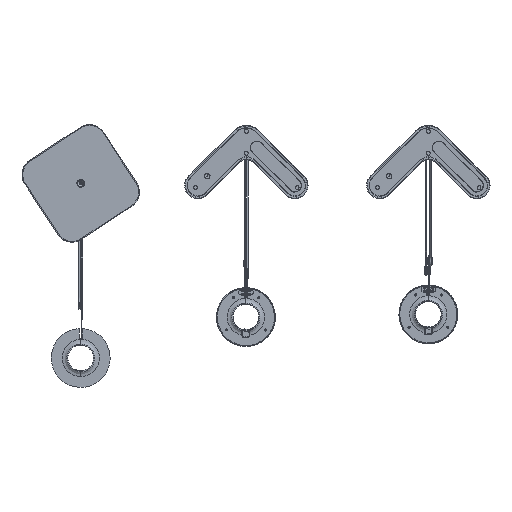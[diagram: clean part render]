
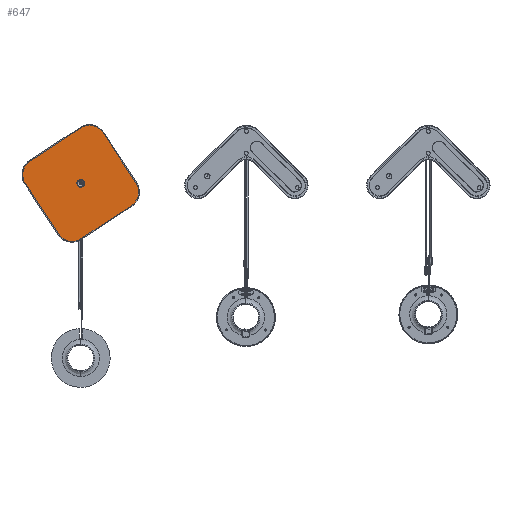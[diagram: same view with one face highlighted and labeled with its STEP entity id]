
A CAD part, front view. The second image highlights one B-rep face of the part: STEP entity #647.
In plain terms, the highlighted planar face has unit normal (0, -1, 0).
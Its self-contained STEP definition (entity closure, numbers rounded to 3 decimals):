
#306=FACE_BOUND('',#2737,.T.);
#647=ADVANCED_FACE('',(#1672,#306),#20784,.T.);
#1672=FACE_OUTER_BOUND('',#2736,.T.);
#2736=EDGE_LOOP('',(#4532,#4533,#4534,#4535,#4536,#4537,#4538,#4539));
#2737=EDGE_LOOP('',(#4540,#4541));
#4532=ORIENTED_EDGE('',*,*,#10068,.T.);
#4533=ORIENTED_EDGE('',*,*,#10078,.T.);
#4534=ORIENTED_EDGE('',*,*,#10065,.T.);
#4535=ORIENTED_EDGE('',*,*,#10073,.T.);
#4536=ORIENTED_EDGE('',*,*,#10066,.T.);
#4537=ORIENTED_EDGE('',*,*,#10088,.T.);
#4538=ORIENTED_EDGE('',*,*,#10067,.T.);
#4539=ORIENTED_EDGE('',*,*,#10083,.T.);
#4540=ORIENTED_EDGE('',*,*,#10063,.T.);
#4541=ORIENTED_EDGE('',*,*,#10064,.T.);
#10063=EDGE_CURVE('',#17954,#17955,#16137,.T.);
#10064=EDGE_CURVE('',#17955,#17954,#16138,.T.);
#10065=EDGE_CURVE('',#17957,#17958,#13844,.T.);
#10066=EDGE_CURVE('',#17959,#17960,#13845,.T.);
#10067=EDGE_CURVE('',#17961,#17962,#13846,.T.);
#10068=EDGE_CURVE('',#17963,#17956,#13847,.T.);
#10073=EDGE_CURVE('',#17958,#17959,#16140,.T.);
#10078=EDGE_CURVE('',#17956,#17957,#16142,.T.);
#10083=EDGE_CURVE('',#17962,#17963,#16144,.T.);
#10088=EDGE_CURVE('',#17960,#17961,#16146,.T.);
#13844=B_SPLINE_CURVE_WITH_KNOTS('',1,(#26066,#26067),.UNSPECIFIED.,.F.,
 .F.,(2,2),(0.,155.96),.UNSPECIFIED.);
#13845=B_SPLINE_CURVE_WITH_KNOTS('',1,(#26068,#26069),.UNSPECIFIED.,.F.,
 .F.,(2,2),(0.,155.96),.UNSPECIFIED.);
#13846=B_SPLINE_CURVE_WITH_KNOTS('',1,(#26070,#26071),.UNSPECIFIED.,.F.,
 .F.,(2,2),(0.,155.96),.UNSPECIFIED.);
#13847=B_SPLINE_CURVE_WITH_KNOTS('',1,(#26072,#26073),.UNSPECIFIED.,.F.,
 .F.,(2,2),(0.,155.96),.UNSPECIFIED.);
#16137=(
BOUNDED_CURVE()
B_SPLINE_CURVE(2,(#26056,#26057,#26058,#26059,#26060),.UNSPECIFIED.,.F.,
 .F.)
B_SPLINE_CURVE_WITH_KNOTS((3,2,3),(-31.416,-15.708,
0.),.UNSPECIFIED.)
CURVE()
GEOMETRIC_REPRESENTATION_ITEM()
RATIONAL_B_SPLINE_CURVE((1.,0.707,1.,0.707,1.))
REPRESENTATION_ITEM('')
);
#16138=(
BOUNDED_CURVE()
B_SPLINE_CURVE(2,(#26061,#26062,#26063,#26064,#26065),.UNSPECIFIED.,.F.,
 .F.)
B_SPLINE_CURVE_WITH_KNOTS((3,2,3),(-31.416,-15.708,
0.),.UNSPECIFIED.)
CURVE()
GEOMETRIC_REPRESENTATION_ITEM()
RATIONAL_B_SPLINE_CURVE((1.,0.707,1.,0.707,1.))
REPRESENTATION_ITEM('')
);
#16140=(
BOUNDED_CURVE()
B_SPLINE_CURVE(2,(#26083,#26084,#26085),.UNSPECIFIED.,.F.,.F.)
B_SPLINE_CURVE_WITH_KNOTS((3,3),(0.,66.398),.UNSPECIFIED.)
CURVE()
GEOMETRIC_REPRESENTATION_ITEM()
RATIONAL_B_SPLINE_CURVE((1.,0.707,1.))
REPRESENTATION_ITEM('')
);
#16142=(
BOUNDED_CURVE()
B_SPLINE_CURVE(2,(#26095,#26096,#26097),.UNSPECIFIED.,.F.,.F.)
B_SPLINE_CURVE_WITH_KNOTS((3,3),(0.,66.398),.UNSPECIFIED.)
CURVE()
GEOMETRIC_REPRESENTATION_ITEM()
RATIONAL_B_SPLINE_CURVE((1.,0.707,1.))
REPRESENTATION_ITEM('')
);
#16144=(
BOUNDED_CURVE()
B_SPLINE_CURVE(2,(#26107,#26108,#26109),.UNSPECIFIED.,.F.,.F.)
B_SPLINE_CURVE_WITH_KNOTS((3,3),(0.,66.398),.UNSPECIFIED.)
CURVE()
GEOMETRIC_REPRESENTATION_ITEM()
RATIONAL_B_SPLINE_CURVE((1.,0.707,1.))
REPRESENTATION_ITEM('')
);
#16146=(
BOUNDED_CURVE()
B_SPLINE_CURVE(2,(#26119,#26120,#26121),.UNSPECIFIED.,.F.,.F.)
B_SPLINE_CURVE_WITH_KNOTS((3,3),(0.,66.398),.UNSPECIFIED.)
CURVE()
GEOMETRIC_REPRESENTATION_ITEM()
RATIONAL_B_SPLINE_CURVE((1.,0.707,1.))
REPRESENTATION_ITEM('')
);
#17954=VERTEX_POINT('',#26038);
#17955=VERTEX_POINT('',#26039);
#17956=VERTEX_POINT('',#26040);
#17957=VERTEX_POINT('',#26041);
#17958=VERTEX_POINT('',#26042);
#17959=VERTEX_POINT('',#26043);
#17960=VERTEX_POINT('',#26044);
#17961=VERTEX_POINT('',#26045);
#17962=VERTEX_POINT('',#26046);
#17963=VERTEX_POINT('',#26047);
#20784=PLANE('',#21878);
#21878=AXIS2_PLACEMENT_3D('',#25961,#22150,$);
#22150=DIRECTION('',(0.,-1.,0.));
#25961=CARTESIAN_POINT('',(-811.988,-44.386,-16.974));
#26038=CARTESIAN_POINT('',(-434.823,-44.386,-88.834));
#26039=CARTESIAN_POINT('',(-423.884,-44.386,-105.577));
#26040=CARTESIAN_POINT('',(-560.406,-44.386,-39.187));
#26041=CARTESIAN_POINT('',(-572.674,-44.386,-97.693));
#26042=CARTESIAN_POINT('',(-487.373,-44.386,-228.258));
#26043=CARTESIAN_POINT('',(-428.866,-44.386,-240.526));
#26044=CARTESIAN_POINT('',(-298.301,-44.386,-155.224));
#26045=CARTESIAN_POINT('',(-286.034,-44.386,-96.718));
#26046=CARTESIAN_POINT('',(-371.335,-44.386,33.847));
#26047=CARTESIAN_POINT('',(-429.841,-44.386,46.115));
#26056=CARTESIAN_POINT('',(-434.823,-44.386,-88.834));
#26057=CARTESIAN_POINT('',(-426.452,-44.386,-83.364));
#26058=CARTESIAN_POINT('',(-420.982,-44.386,-91.736));
#26059=CARTESIAN_POINT('',(-415.513,-44.386,-100.108));
#26060=CARTESIAN_POINT('',(-423.884,-44.386,-105.577));
#26061=CARTESIAN_POINT('',(-423.884,-44.386,-105.577));
#26062=CARTESIAN_POINT('',(-432.256,-44.386,-111.047));
#26063=CARTESIAN_POINT('',(-437.726,-44.386,-102.675));
#26064=CARTESIAN_POINT('',(-443.195,-44.386,-94.303));
#26065=CARTESIAN_POINT('',(-434.823,-44.386,-88.834));
#26066=CARTESIAN_POINT('',(-572.674,-44.386,-97.693));
#26067=CARTESIAN_POINT('',(-487.373,-44.386,-228.258));
#26068=CARTESIAN_POINT('',(-428.866,-44.386,-240.526));
#26069=CARTESIAN_POINT('',(-298.301,-44.386,-155.224));
#26070=CARTESIAN_POINT('',(-286.034,-44.386,-96.718));
#26071=CARTESIAN_POINT('',(-371.335,-44.386,33.847));
#26072=CARTESIAN_POINT('',(-429.841,-44.386,46.115));
#26073=CARTESIAN_POINT('',(-560.406,-44.386,-39.187));
#26083=CARTESIAN_POINT('',(-487.373,-44.386,-228.258));
#26084=CARTESIAN_POINT('',(-464.253,-44.386,-263.645));
#26085=CARTESIAN_POINT('',(-428.866,-44.386,-240.526));
#26095=CARTESIAN_POINT('',(-560.406,-44.386,-39.187));
#26096=CARTESIAN_POINT('',(-595.793,-44.386,-62.306));
#26097=CARTESIAN_POINT('',(-572.674,-44.386,-97.693));
#26107=CARTESIAN_POINT('',(-371.335,-44.386,33.847));
#26108=CARTESIAN_POINT('',(-394.454,-44.386,69.234));
#26109=CARTESIAN_POINT('',(-429.841,-44.386,46.115));
#26119=CARTESIAN_POINT('',(-298.301,-44.386,-155.224));
#26120=CARTESIAN_POINT('',(-262.914,-44.386,-132.105));
#26121=CARTESIAN_POINT('',(-286.034,-44.386,-96.718));
